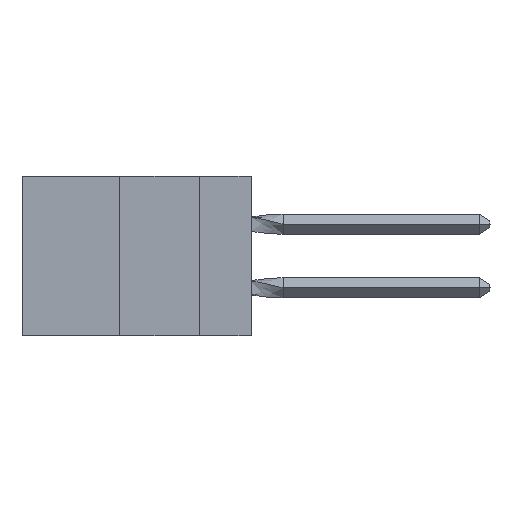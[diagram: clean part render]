
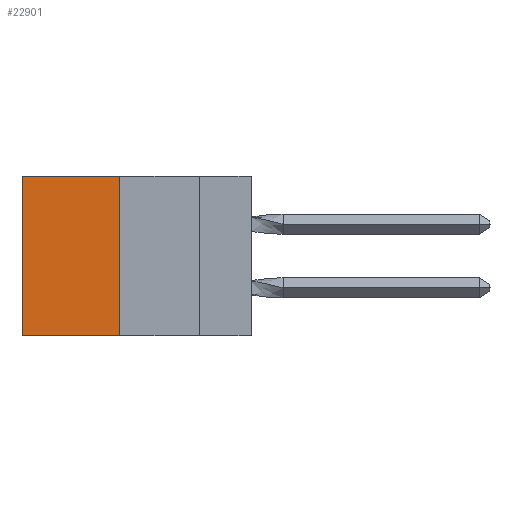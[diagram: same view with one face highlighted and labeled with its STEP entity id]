
A CAD part, left-side view. The second image highlights one B-rep face of the part: STEP entity #22901.
In plain terms, the highlighted planar face has unit normal (-1, 0, 0).
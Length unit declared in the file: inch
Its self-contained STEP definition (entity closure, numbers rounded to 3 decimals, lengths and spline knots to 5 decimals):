
#10 = VERTEX_POINT ( 'NONE', #3124 ) ;
#30 = VERTEX_POINT ( 'NONE', #3513 ) ;
#255 = ORIENTED_EDGE ( 'NONE', *, *, #29554, .T. ) ;
#257 = DIRECTION ( 'NONE',  ( 0., 0., -1. ) ) ;
#747 = PLANE ( 'NONE',  #2908 ) ;
#1291 = VECTOR ( 'NONE', #13543, 39.37008 ) ;
#1463 = EDGE_LOOP ( 'NONE', ( #12142, #23337, #23802, #255 ) ) ;
#1712 = LINE ( 'NONE', #20689, #19260 ) ;
#2908 = AXIS2_PLACEMENT_3D ( 'NONE', #27451, #18356, #14482 ) ;
#3124 = CARTESIAN_POINT ( 'NONE',  ( 0.305, 0.72, 0. ) ) ;
#3513 = CARTESIAN_POINT ( 'NONE',  ( 0.305, 0.72, -0.5 ) ) ;
#3650 = VERTEX_POINT ( 'NONE', #8681 ) ;
#5076 = VERTEX_POINT ( 'NONE', #9449 ) ;
#6357 = LINE ( 'NONE', #7289, #13920 ) ;
#7289 = CARTESIAN_POINT ( 'NONE',  ( 0.305, 0.413, -0.5 ) ) ;
#7393 = LINE ( 'NONE', #13425, #1291 ) ;
#8681 = CARTESIAN_POINT ( 'NONE',  ( 0.305, 0.413, -0.5 ) ) ;
#9449 = CARTESIAN_POINT ( 'NONE',  ( 0.305, 0.413, 0. ) ) ;
#12142 = ORIENTED_EDGE ( 'NONE', *, *, #22793, .T. ) ;
#12864 = DIRECTION ( 'NONE',  ( 0., 0., -1. ) ) ;
#13425 = CARTESIAN_POINT ( 'NONE',  ( 0.305, 0.413, 0. ) ) ;
#13543 = DIRECTION ( 'NONE',  ( 0., 1., 0. ) ) ;
#13920 = VECTOR ( 'NONE', #16423, 39.37008 ) ;
#14482 = DIRECTION ( 'NONE',  ( 0., 0., -1. ) ) ;
#14986 = CARTESIAN_POINT ( 'NONE',  ( 0.305, 0.413, -0.5 ) ) ;
#14998 = FACE_OUTER_BOUND ( 'NONE', #1463, .T. ) ;
#16423 = DIRECTION ( 'NONE',  ( 0., 1., 0. ) ) ;
#16490 = VECTOR ( 'NONE', #12864, 39.37008 ) ;
#16831 = LINE ( 'NONE', #14986, #16490 ) ;
#18356 = DIRECTION ( 'NONE',  ( 1., 0., 0. ) ) ;
#19260 = VECTOR ( 'NONE', #257, 39.37008 ) ;
#20689 = CARTESIAN_POINT ( 'NONE',  ( 0.305, 0.72, -0.5 ) ) ;
#22728 = EDGE_CURVE ( 'NONE', #3650, #30, #6357, .T. ) ;
#22793 = EDGE_CURVE ( 'NONE', #10, #30, #1712, .T. ) ;
#22901 = ADVANCED_FACE ( 'NONE', ( #14998 ), #747, .F. ) ;
#23337 = ORIENTED_EDGE ( 'NONE', *, *, #22728, .F. ) ;
#23802 = ORIENTED_EDGE ( 'NONE', *, *, #27904, .F. ) ;
#27451 = CARTESIAN_POINT ( 'NONE',  ( 0.305, 0.413, -0.5 ) ) ;
#27904 = EDGE_CURVE ( 'NONE', #5076, #3650, #16831, .T. ) ;
#29554 = EDGE_CURVE ( 'NONE', #5076, #10, #7393, .T. ) ;
